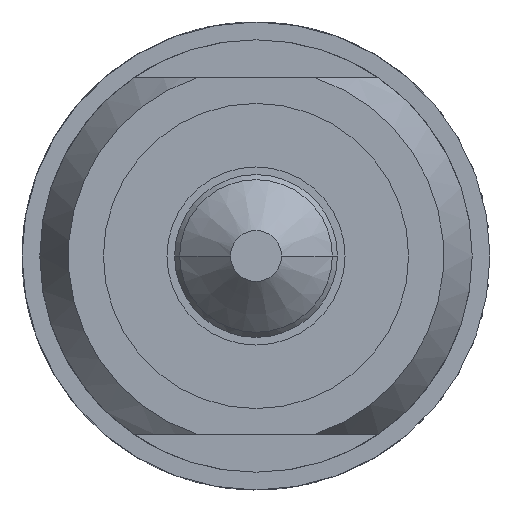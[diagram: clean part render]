
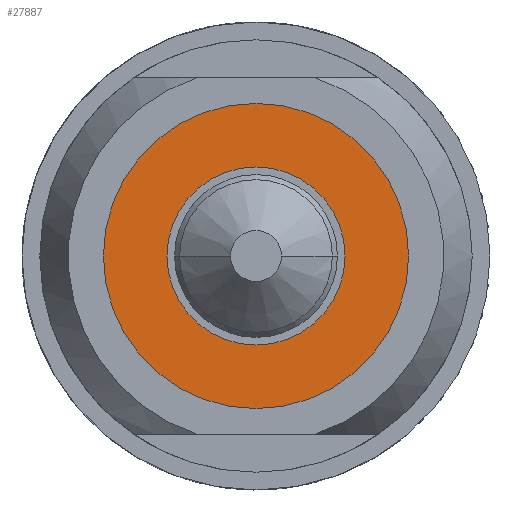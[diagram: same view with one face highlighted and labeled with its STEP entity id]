
A CAD part, left-side view. The second image highlights one B-rep face of the part: STEP entity #27887.
In plain terms, the highlighted planar face has unit normal (-1, 0, 0).
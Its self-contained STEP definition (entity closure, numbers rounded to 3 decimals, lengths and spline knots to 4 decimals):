
#5896=CARTESIAN_POINT('',(9.6,0.,0.));
#5897=DIRECTION('',(1.,0.,0.));
#5898=DIRECTION('',(0.,-1.,0.));
#5899=AXIS2_PLACEMENT_3D('',#5896,#5897,#5898);
#5901=CARTESIAN_POINT('',(9.6,0.,0.));
#5902=DIRECTION('',(1.,0.,0.));
#5903=DIRECTION('',(0.,1.,0.));
#5904=AXIS2_PLACEMENT_3D('',#5901,#5902,#5903);
#5906=CARTESIAN_POINT('',(9.6,0.,0.));
#5907=DIRECTION('',(-1.,0.,0.));
#5908=DIRECTION('',(0.,-1.,0.));
#5909=AXIS2_PLACEMENT_3D('',#5906,#5907,#5908);
#5911=CARTESIAN_POINT('',(9.6,0.,0.));
#5912=DIRECTION('',(-1.,0.,0.));
#5913=DIRECTION('',(0.,1.,0.));
#5914=AXIS2_PLACEMENT_3D('',#5911,#5912,#5913);
#17464=CARTESIAN_POINT('',(9.6,3.,0.));
#17465=CARTESIAN_POINT('',(9.6,-3.,0.));
#17466=VERTEX_POINT('',#17464);
#17467=VERTEX_POINT('',#17465);
#17468=CARTESIAN_POINT('',(9.6,-1.75,0.));
#17469=CARTESIAN_POINT('',(9.6,1.75,0.));
#17470=VERTEX_POINT('',#17468);
#17471=VERTEX_POINT('',#17469);
#27872=CARTESIAN_POINT('',(9.6,0.,0.));
#27873=DIRECTION('',(1.,0.,0.));
#27874=DIRECTION('',(0.,-1.,0.));
#27875=AXIS2_PLACEMENT_3D('',#27872,#27873,#27874);
#27876=PLANE('',#27875);
#27877=ORIENTED_EDGE('',*,*,#27866,.T.);
#27878=ORIENTED_EDGE('',*,*,#27852,.T.);
#27879=EDGE_LOOP('',(#27877,#27878));
#27880=FACE_OUTER_BOUND('',#27879,.F.);
#27882=ORIENTED_EDGE('',*,*,#27881,.T.);
#27884=ORIENTED_EDGE('',*,*,#27883,.T.);
#27885=EDGE_LOOP('',(#27882,#27884));
#27886=FACE_BOUND('',#27885,.F.);
#5900=CIRCLE('',#5899,3.);
#5905=CIRCLE('',#5904,3.);
#5910=CIRCLE('',#5909,1.75);
#5915=CIRCLE('',#5914,1.75);
#27852=EDGE_CURVE('',#17466,#17467,#5905,.T.);
#27866=EDGE_CURVE('',#17467,#17466,#5900,.T.);
#27881=EDGE_CURVE('',#17470,#17471,#5910,.T.);
#27883=EDGE_CURVE('',#17471,#17470,#5915,.T.);
#27887=ADVANCED_FACE('',(#27880,#27886),#27876,.F.);
